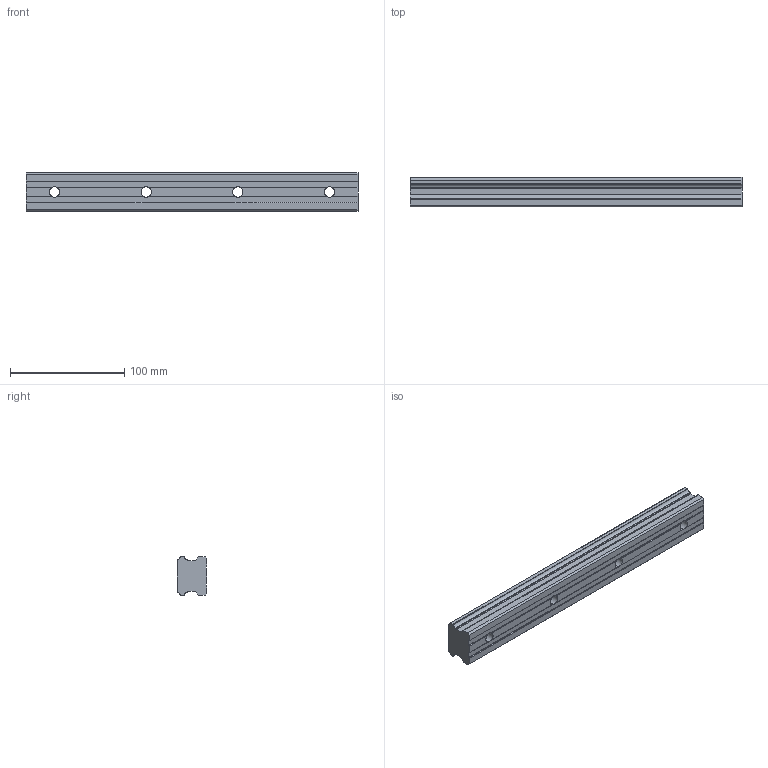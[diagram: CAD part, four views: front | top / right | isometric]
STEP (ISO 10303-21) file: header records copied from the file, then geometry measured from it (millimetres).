
FILE_DESCRIPTION (( 'STEP AP214' ), '1' );
FILE_NAME ('SHS35C1SS-290L_G25_0_B-M6F_84_0_0_0_1.STEP', '2021-06-22T07:31:10', ( '' ), ( '' ), 'SwSTEP 2.0', 'SolidWorks 2021', '' );
FILE_SCHEMA (( 'AUTOMOTIVE_DESIGN' ));
Length unit declared in the file: millimetre
Products named in the file (2): SHS35C1SS-290L_G25_0_B-M6F_84_0_0_0_1; _SHS35C29025 Track
Assembly tree (1 placements, depth 2):
  SHS35C1SS-290L_G25_0_B-M6F_84_0_0_0_1
    _SHS35C29025 Track
Bounding box: 290 x 26 x 34 mm (x, y, z)
Volume: 219760.5 mm3; surface area: 40183.7 mm2
Topology: 1 solids, 1 shells, 88 faces, 258 edges, 172 vertices
Faces by surface type: cylinder 48, plane 40
Entity records: 3088 total; most frequent: CARTESIAN_POINT 650, ORIENTED_EDGE 516, DIRECTION 506, EDGE_CURVE 258, AXIS2_PLACEMENT_3D 188, VERTEX_POINT 172, VECTOR 130, LINE 130
